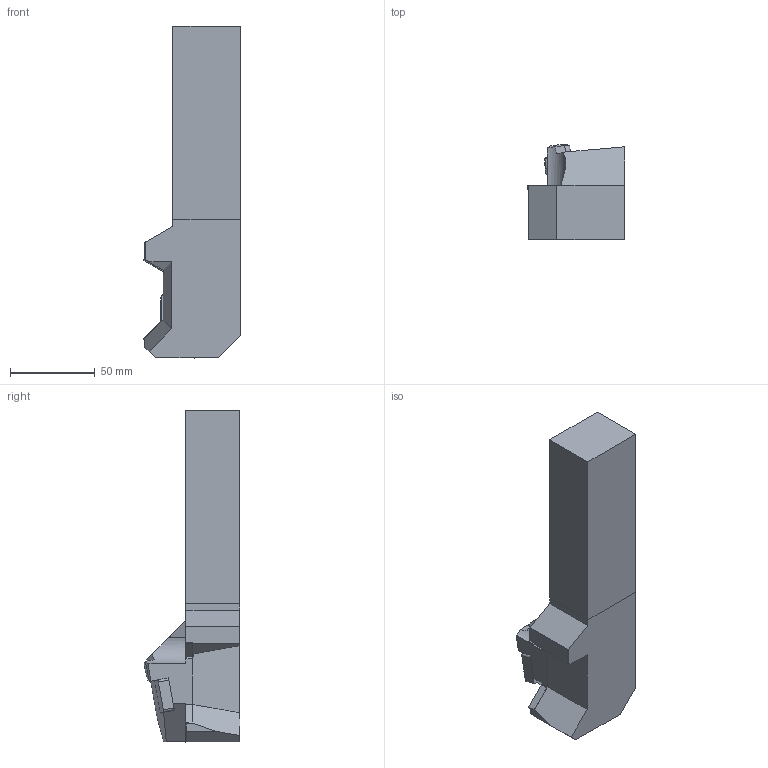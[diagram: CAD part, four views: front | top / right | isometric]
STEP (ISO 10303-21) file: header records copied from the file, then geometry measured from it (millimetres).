
FILE_DESCRIPTION(/* description */ (''),/* implementation_level */ '2;1');
FILE_NAME(/* name */ 'A1925010_stp - Copy.stp',/* time_stamp */ '2018-10-17T09:45:48+05:00',/* author */ (''),/* organization */ (''),/* preprocessor_version */ 'ST-DEVELOPER v16',/* originating_system */ 'SIEMENS PLM Software NX 11.0',/* authorisation */ '');
FILE_SCHEMA (('AUTOMOTIVE_DESIGN { 1 0 10303 214 3 1 1 1 }'));
Length unit declared in the file: millimetre
Products named in the file (1): A1925010_stp - Copy
Bounding box: 57.19 x 56.28 x 195.58 mm (x, y, z)
Volume: 308152.9 mm3; surface area: 40661.3 mm2
Topology: 5 solids, 5 shells, 108 faces, 290 edges, 187 vertices
Faces by surface type: plane 85, cylinder 10, cone 10, bspline 3
Entity records: 3481 total; most frequent: CARTESIAN_POINT 748, ORIENTED_EDGE 566, DIRECTION 527, EDGE_CURVE 283, LINE 225, VECTOR 225, VERTEX_POINT 186, AXIS2_PLACEMENT_3D 151
